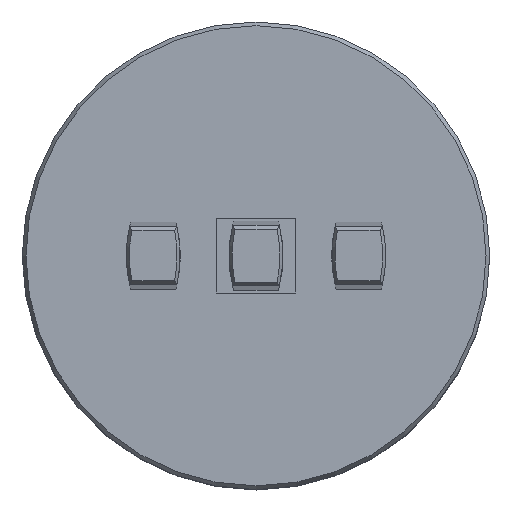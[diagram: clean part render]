
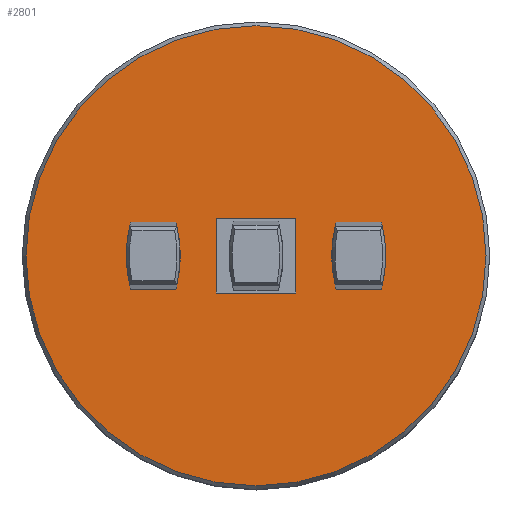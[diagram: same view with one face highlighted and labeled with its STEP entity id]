
A CAD part, top view. The second image highlights one B-rep face of the part: STEP entity #2801.
In plain terms, the highlighted planar face has unit normal (0, 0, 1).
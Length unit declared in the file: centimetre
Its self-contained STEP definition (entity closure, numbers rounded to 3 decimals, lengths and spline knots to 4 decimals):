
#50=FACE_BOUND($,#458,.T.);
#51=FACE_BOUND($,#459,.T.);
#52=FACE_BOUND($,#460,.T.);
#53=FACE_BOUND($,#461,.T.);
#62=CIRCLE($,#2851,0.505);
#64=CIRCLE($,#2858,0.505);
#66=CIRCLE($,#2872,0.505);
#68=CIRCLE($,#2877,0.505);
#91=CIRCLE($,#3019,0.8956);
#458=EDGE_LOOP($,(#2415,#2416,#2417,#2418));
#459=EDGE_LOOP($,(#2419,#2420,#2421,#2422));
#460=EDGE_LOOP($,(#2423,#2424,#2425,#2426));
#461=EDGE_LOOP($,(#2427));
#534=LINE($,#3896,#842);
#538=LINE($,#3904,#846);
#541=LINE($,#3911,#849);
#543=LINE($,#3934,#851);
#583=LINE($,#4034,#891);
#586=LINE($,#4039,#894);
#588=LINE($,#4043,#896);
#590=LINE($,#4060,#898);
#842=VECTOR($,#3118,0.31);
#846=VECTOR($,#3124,0.29);
#849=VECTOR($,#3129,0.1754);
#851=VECTOR($,#3145,0.1754);
#891=VECTOR($,#3211,0.31);
#894=VECTOR($,#3216,0.29);
#896=VECTOR($,#3220,0.1754);
#898=VECTOR($,#3232,0.1754);
#1144=VERTEX_POINT($,#3894);
#1145=VERTEX_POINT($,#3895);
#1148=VERTEX_POINT($,#3903);
#1150=VERTEX_POINT($,#3909);
#1151=VERTEX_POINT($,#3910);
#1156=VERTEX_POINT($,#3926);
#1158=VERTEX_POINT($,#3932);
#1159=VERTEX_POINT($,#3933);
#1164=VERTEX_POINT($,#3949);
#1200=VERTEX_POINT($,#4033);
#1202=VERTEX_POINT($,#4042);
#1206=VERTEX_POINT($,#4059);
#1365=VERTEX_POINT($,#4590);
#1409=EDGE_CURVE($,#1144,#1145,#534,.T.);
#1413=EDGE_CURVE($,#1145,#1148,#538,.T.);
#1416=EDGE_CURVE($,#1150,#1151,#541,.T.);
#1422=EDGE_CURVE($,#1151,#1156,#62,.T.);
#1425=EDGE_CURVE($,#1158,#1159,#543,.T.);
#1431=EDGE_CURVE($,#1159,#1164,#64,.T.);
#1472=EDGE_CURVE($,#1148,#1200,#583,.T.);
#1475=EDGE_CURVE($,#1200,#1144,#586,.T.);
#1477=EDGE_CURVE($,#1156,#1202,#588,.T.);
#1482=EDGE_CURVE($,#1202,#1150,#66,.T.);
#1484=EDGE_CURVE($,#1164,#1206,#590,.T.);
#1489=EDGE_CURVE($,#1206,#1158,#68,.T.);
#1740=EDGE_CURVE($,#1365,#1365,#91,.T.);
#2415=ORIENTED_EDGE($,*,*,#1484,.F.);
#2416=ORIENTED_EDGE($,*,*,#1431,.F.);
#2417=ORIENTED_EDGE($,*,*,#1425,.F.);
#2418=ORIENTED_EDGE($,*,*,#1489,.F.);
#2419=ORIENTED_EDGE($,*,*,#1477,.F.);
#2420=ORIENTED_EDGE($,*,*,#1422,.F.);
#2421=ORIENTED_EDGE($,*,*,#1416,.F.);
#2422=ORIENTED_EDGE($,*,*,#1482,.F.);
#2423=ORIENTED_EDGE($,*,*,#1472,.F.);
#2424=ORIENTED_EDGE($,*,*,#1413,.F.);
#2425=ORIENTED_EDGE($,*,*,#1409,.F.);
#2426=ORIENTED_EDGE($,*,*,#1475,.F.);
#2427=ORIENTED_EDGE($,*,*,#1740,.F.);
#2650=PLANE($,#3018);
#2801=ADVANCED_FACE($,(#50,#51,#52,#53),#2650,.T.);
#2851=AXIS2_PLACEMENT_3D($,#3927,#3137,#3138);
#2858=AXIS2_PLACEMENT_3D($,#3950,#3153,#3154);
#2872=AXIS2_PLACEMENT_3D($,#4056,#3226,#3227);
#2877=AXIS2_PLACEMENT_3D($,#4073,#3238,#3239);
#3018=AXIS2_PLACEMENT_3D($,#4589,#3728,#3729);
#3019=AXIS2_PLACEMENT_3D($,#4591,#3730,#3731);
#3118=DIRECTION($,(1.,0.,0.));
#3124=DIRECTION($,(0.,1.,0.));
#3129=DIRECTION($,(-1.,0.,0.));
#3137=DIRECTION('center_axis',(0.,0.,
1.));
#3138=DIRECTION('ref_axis',(0.964,-0.267,0.));
#3145=DIRECTION($,(-1.,0.,0.));
#3153=DIRECTION('center_axis',(0.,0.,
1.));
#3154=DIRECTION('ref_axis',(0.964,-0.267,0.));
#3211=DIRECTION($,(-1.,0.,0.));
#3216=DIRECTION($,(0.,-1.,0.));
#3220=DIRECTION($,(1.,0.,0.));
#3226=DIRECTION('center_axis',(0.,0.,
1.));
#3227=DIRECTION('ref_axis',(-0.964,0.267,0.));
#3232=DIRECTION($,(1.,0.,0.));
#3238=DIRECTION('center_axis',(0.,0.,
1.));
#3239=DIRECTION('ref_axis',(-0.964,0.267,0.));
#3728=DIRECTION('center_axis',(0.,0.,
1.));
#3729=DIRECTION('ref_axis',(1.,0.,0.));
#3730=DIRECTION('center_axis',(0.,0.,
-1.));
#3731=DIRECTION('ref_axis',(1.,0.,0.));
#3894=CARTESIAN_POINT('',(-1.7354,-0.4355,0.));
#3895=CARTESIAN_POINT('',(-1.4254,-0.4355,0.));
#3896=CARTESIAN_POINT($,(-1.5804,-0.4355,0.));
#3903=CARTESIAN_POINT('',(-1.4254,-0.1455,0.));
#3904=CARTESIAN_POINT($,(-1.4254,-0.2905,0.));
#3909=CARTESIAN_POINT('',(-1.8927,-0.1594,0.));
#3910=CARTESIAN_POINT('',(-2.0681,-0.1594,0.));
#3911=CARTESIAN_POINT($,(-1.8237,-0.1594,0.));
#3926=CARTESIAN_POINT('',(-2.0681,-0.4216,0.));
#3927=CARTESIAN_POINT('Origin',(-1.5804,-0.2905,0.));
#3932=CARTESIAN_POINT('',(-1.0927,-0.1594,0.));
#3933=CARTESIAN_POINT('',(-1.2681,-0.1594,0.));
#3934=CARTESIAN_POINT($,(-1.4237,-0.1594,0.));
#3949=CARTESIAN_POINT('',(-1.2681,-0.4216,0.));
#3950=CARTESIAN_POINT('Origin',(-0.7804,-0.2905,0.));
#4033=CARTESIAN_POINT('',(-1.7354,-0.1455,0.));
#4034=CARTESIAN_POINT($,(-1.5804,-0.1455,0.));
#4039=CARTESIAN_POINT($,(-1.7354,-0.2905,0.));
#4042=CARTESIAN_POINT('',(-1.8927,-0.4216,0.));
#4043=CARTESIAN_POINT($,(-1.7371,-0.4216,0.));
#4056=CARTESIAN_POINT('Origin',(-2.3804,-0.2905,0.));
#4059=CARTESIAN_POINT('',(-1.0927,-0.4216,0.));
#4060=CARTESIAN_POINT($,(-1.3371,-0.4216,0.));
#4073=CARTESIAN_POINT('Origin',(-1.5804,-0.2905,0.));
#4589=CARTESIAN_POINT('Origin',(-1.5804,-0.2905,0.));
#4590=CARTESIAN_POINT('',(-2.476,-0.2905,0.));
#4591=CARTESIAN_POINT('Origin',(-1.5804,-0.2905,0.));
